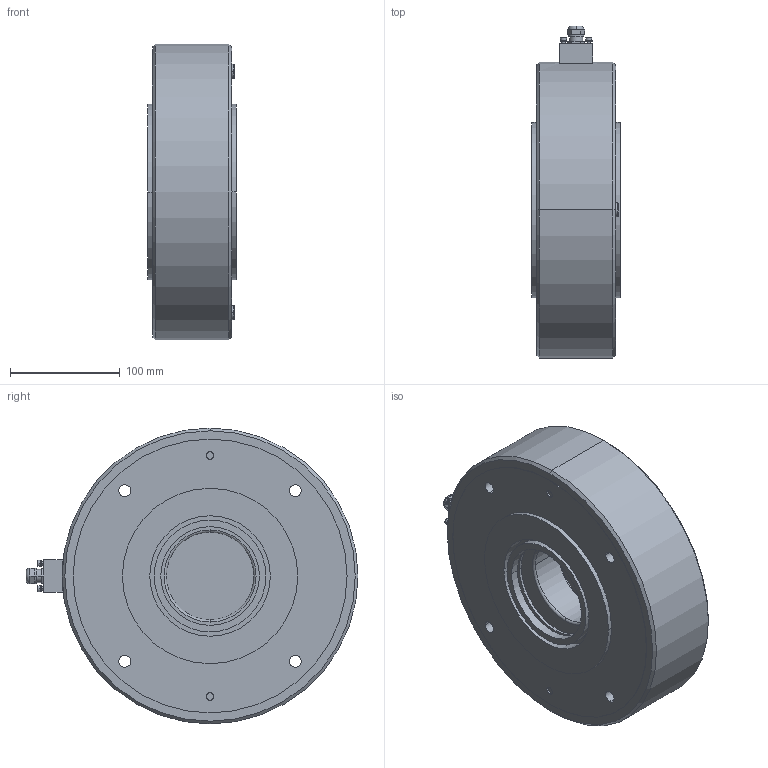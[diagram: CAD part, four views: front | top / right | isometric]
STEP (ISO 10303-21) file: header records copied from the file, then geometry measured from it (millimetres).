
FILE_DESCRIPTION((''),'2;1');
FILE_NAME('31101964_-.stp','2019-10-10T12:13:39',(''),(''),'Mechanical Desktop 2009','Mechanical Desktop 2009',', , ');
FILE_SCHEMA(('CONFIG_CONTROL_DESIGN'));
Length unit declared in the file: millimetre
Products named in the file (35): ZEICHNUNG2; L50045A; L4899004; TEIL1; L49342A; TEIL1AA; L48998A; TEIL1AAA; L4410401; TEIL1A; I-6KT_SCHRAUBE_M8X65; I-6KT_SCHRAUBE_M8X65A; I-6KT_SCHRAUBE_M3X25A; I-6KT_SCHRAUBE_M3X25; FEDERRING_M3; FEDERRING_M3A; V_RING_V90A; V_RING_V90AA; SICHERUNGSRING_J140; SICHERUNGSRING_J140A; PENDELKUGELLAGER_2216TVA; PENDELKUGELLAGER_2216TV; KABELVERSCHRAUBUNG_PG7; KABELVERSCHRAUBUNG_PG7A; L49083; TEIL1AAAAA; L50045; L49342; L48998; RM_SDB; L49026; TEIL1AAAA; FLANSCHDOSE_14S-2P_4-POLIG; FLANSCHDOSE_14S-2P_4-POLIGA; RM_SDBA
Assembly tree (39 placements, depth 4):
  ZEICHNUNG2
    L50045A
      L4899004
        TEIL1
      L49342A
        TEIL1AA
      L48998A
        TEIL1AAA
      L4410401  x2
        TEIL1A
      I-6KT_SCHRAUBE_M8X65  x2
        I-6KT_SCHRAUBE_M8X65A
      I-6KT_SCHRAUBE_M3X25A  x4
        I-6KT_SCHRAUBE_M3X25
      FEDERRING_M3  x4
        FEDERRING_M3A
      V_RING_V90A
        V_RING_V90AA
      SICHERUNGSRING_J140
        SICHERUNGSRING_J140A
      PENDELKUGELLAGER_2216TVA
        PENDELKUGELLAGER_2216TV
      KABELVERSCHRAUBUNG_PG7
        KABELVERSCHRAUBUNG_PG7A
      L49083
        TEIL1AAAAA
    L50045
      L49342
      L48998
    RM_SDB  x3
  L49026
  TEIL1AAAA
  FLANSCHDOSE_14S-2P_4-POLIG
  FLANSCHDOSE_14S-2P_4-POLIGA
Bounding box: 80.8 x 303 x 270 mm (x, y, z)
Volume: 3575280.2 mm3; surface area: 563964.8 mm2
Topology: 20 solids, 20 shells, 349 faces, 818 edges, 535 vertices
Faces by surface type: cylinder 192, plane 103, cone 30, torus 22, bspline 2
Entity records: 9217 total; most frequent: DIRECTION 1672, CARTESIAN_POINT 1543, ORIENTED_EDGE 1268, AXIS2_PLACEMENT_3D 710, EDGE_CURVE 634, VERTEX_POINT 416, CIRCLE 382, EDGE_LOOP 370
